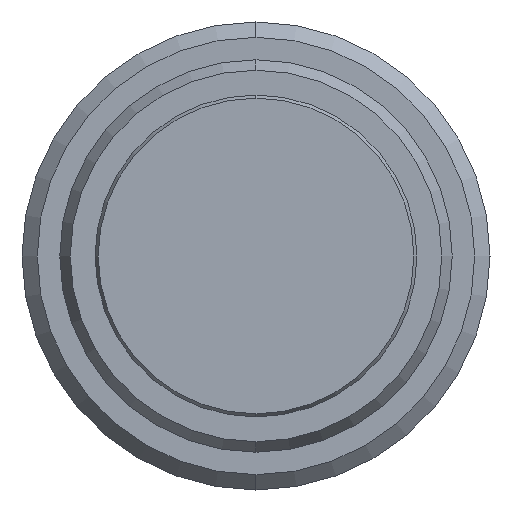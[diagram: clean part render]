
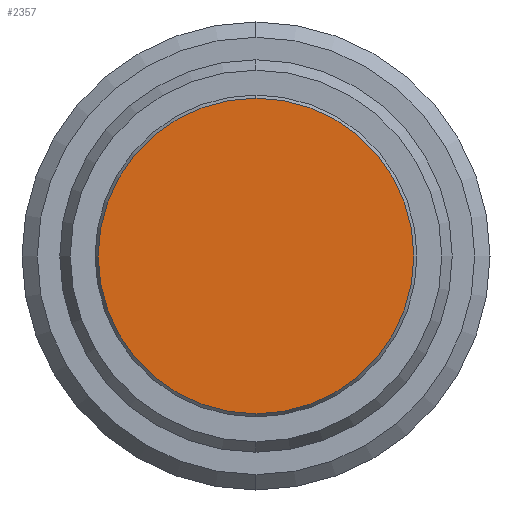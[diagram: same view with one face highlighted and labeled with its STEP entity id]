
A CAD part, front view. The second image highlights one B-rep face of the part: STEP entity #2357.
In plain terms, the highlighted planar face has unit normal (0, -1, 0).
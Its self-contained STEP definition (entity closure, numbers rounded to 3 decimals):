
#248 = ORIENTED_EDGE ( 'NONE', *, *, #646, .T. ) ;
#271 = DIRECTION ( 'NONE',  ( 0., -1., 0. ) ) ;
#322 = PLANE ( 'NONE',  #2173 ) ;
#564 = DIRECTION ( 'NONE',  ( 0., 0., -1. ) ) ;
#646 = EDGE_CURVE ( 'NONE', #1695, #964, #1392, .T. ) ;
#964 = VERTEX_POINT ( 'NONE', #1990 ) ;
#1167 = DIRECTION ( 'NONE',  ( 0., -1., 0. ) ) ;
#1392 = CIRCLE ( 'NONE', #2408, 8.77 ) ;
#1407 = ORIENTED_EDGE ( 'NONE', *, *, #2717, .T. ) ;
#1663 = CARTESIAN_POINT ( 'NONE',  ( 0., 1., 0. ) ) ;
#1695 = VERTEX_POINT ( 'NONE', #1819 ) ;
#1819 = CARTESIAN_POINT ( 'NONE',  ( 0., 1., 8.77 ) ) ;
#1896 = DIRECTION ( 'NONE',  ( 0., 0., -1. ) ) ;
#1959 = DIRECTION ( 'NONE',  ( 0., -1., 0. ) ) ;
#1990 = CARTESIAN_POINT ( 'NONE',  ( 0., 1., -8.77 ) ) ;
#2173 = AXIS2_PLACEMENT_3D ( 'NONE', #2659, #1959, #564 ) ;
#2284 = EDGE_LOOP ( 'NONE', ( #248, #1407 ) ) ;
#2357 = ADVANCED_FACE ( 'NONE', ( #2819 ), #322, .T. ) ;
#2408 = AXIS2_PLACEMENT_3D ( 'NONE', #1663, #271, #1896 ) ;
#2566 = CARTESIAN_POINT ( 'NONE',  ( 0., 1., 0. ) ) ;
#2659 = CARTESIAN_POINT ( 'NONE',  ( 0., 1., 0. ) ) ;
#2681 = CIRCLE ( 'NONE', #2762, 8.77 ) ;
#2717 = EDGE_CURVE ( 'NONE', #964, #1695, #2681, .T. ) ;
#2762 = AXIS2_PLACEMENT_3D ( 'NONE', #2566, #1167, #2809 ) ;
#2809 = DIRECTION ( 'NONE',  ( 0., 0., -1. ) ) ;
#2819 = FACE_OUTER_BOUND ( 'NONE', #2284, .T. ) ;
